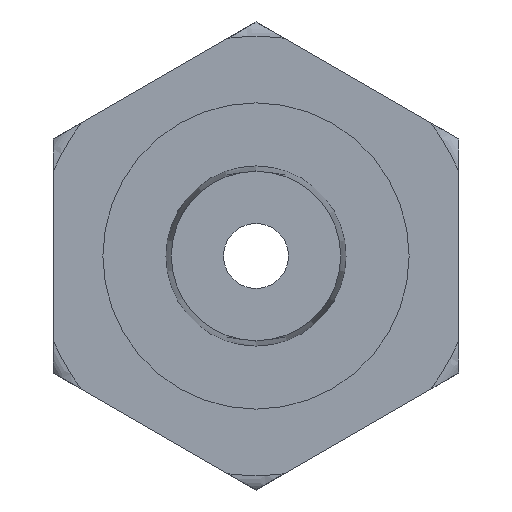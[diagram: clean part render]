
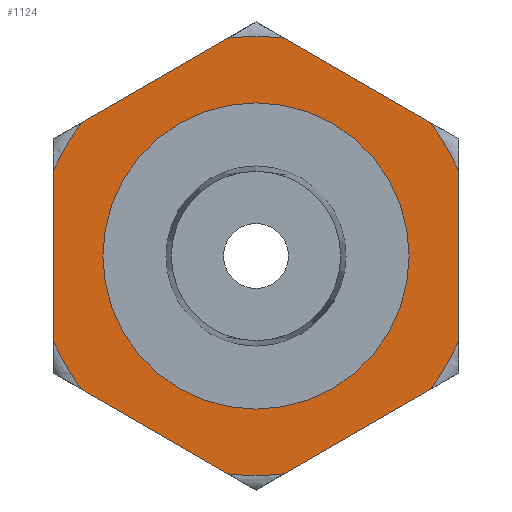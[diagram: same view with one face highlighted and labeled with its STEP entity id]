
A CAD part, left-side view. The second image highlights one B-rep face of the part: STEP entity #1124.
In plain terms, the highlighted planar face has unit normal (-1, 0, 0).
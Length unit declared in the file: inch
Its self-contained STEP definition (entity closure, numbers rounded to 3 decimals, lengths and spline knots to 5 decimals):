
#225=CARTESIAN_POINT('',(1.925,0.,0.));
#226=DIRECTION('',(-1.,0.,0.));
#227=DIRECTION('',(0.,-0.128,0.992));
#228=AXIS2_PLACEMENT_3D('',#225,#226,#227);
#230=CARTESIAN_POINT('',(1.925,0.,0.));
#231=DIRECTION('',(-1.,0.,0.));
#232=DIRECTION('',(0.,0.128,-0.992));
#233=AXIS2_PLACEMENT_3D('',#230,#231,#232);
#235=DIRECTION('',(0.,-0.866,-0.5));
#236=VECTOR('',#235,0.4695);
#237=CARTESIAN_POINT('',(1.925,-0.07795,0.60451));
#238=LINE('',#237,#236);
#239=CARTESIAN_POINT('',(1.925,0.,0.));
#240=DIRECTION('',(-1.,0.,0.));
#241=DIRECTION('',(0.,-0.923,0.385));
#242=AXIS2_PLACEMENT_3D('',#239,#240,#241);
#244=DIRECTION('',(0.,0.,-1.));
#245=VECTOR('',#244,0.4695);
#246=CARTESIAN_POINT('',(1.925,-0.5625,0.23475));
#247=LINE('',#246,#245);
#248=CARTESIAN_POINT('',(1.925,0.,0.));
#249=DIRECTION('',(-1.,0.,0.));
#250=DIRECTION('',(0.,-0.795,-0.607));
#251=AXIS2_PLACEMENT_3D('',#248,#249,#250);
#253=DIRECTION('',(0.,0.866,-0.5));
#254=VECTOR('',#253,0.4695);
#255=CARTESIAN_POINT('',(1.925,-0.48455,-0.36976));
#256=LINE('',#255,#254);
#257=DIRECTION('',(0.,0.866,0.5));
#258=VECTOR('',#257,0.4695);
#259=CARTESIAN_POINT('',(1.925,0.07795,-0.60451));
#260=LINE('',#259,#258);
#261=CARTESIAN_POINT('',(1.925,0.,0.));
#262=DIRECTION('',(-1.,0.,0.));
#263=DIRECTION('',(0.,0.923,-0.385));
#264=AXIS2_PLACEMENT_3D('',#261,#262,#263);
#266=DIRECTION('',(0.,0.,1.));
#267=VECTOR('',#266,0.4695);
#268=CARTESIAN_POINT('',(1.925,0.5625,-0.23475));
#269=LINE('',#268,#267);
#270=CARTESIAN_POINT('',(1.925,0.,0.));
#271=DIRECTION('',(-1.,0.,0.));
#272=DIRECTION('',(0.,0.795,0.607));
#273=AXIS2_PLACEMENT_3D('',#270,#271,#272);
#275=DIRECTION('',(0.,-0.866,0.5));
#276=VECTOR('',#275,0.4695);
#277=CARTESIAN_POINT('',(1.925,0.48455,0.36976));
#278=LINE('',#277,#276);
#279=CARTESIAN_POINT('',(1.925,0.,0.));
#280=DIRECTION('',(-1.,0.,0.));
#281=DIRECTION('',(0.,-1.,0.));
#282=AXIS2_PLACEMENT_3D('',#279,#280,#281);
#288=CARTESIAN_POINT('',(1.925,0.,0.));
#289=DIRECTION('',(-1.,0.,0.));
#290=DIRECTION('',(0.,1.,0.));
#291=AXIS2_PLACEMENT_3D('',#288,#289,#290);
#365=CARTESIAN_POINT('',(1.925,-0.07795,0.60451));
#395=CARTESIAN_POINT('',(1.925,0.07795,0.60451));
#521=CARTESIAN_POINT('',(1.925,0.07795,-0.60451));
#551=CARTESIAN_POINT('',(1.925,-0.07795,-0.60451));
#639=CARTESIAN_POINT('',(1.925,-0.425,0.));
#640=CARTESIAN_POINT('',(1.925,0.425,0.));
#641=VERTEX_POINT('',#639);
#642=VERTEX_POINT('',#640);
#669=CARTESIAN_POINT('',(1.925,0.48455,0.36976));
#670=CARTESIAN_POINT('',(1.925,0.5625,0.23475));
#671=VERTEX_POINT('',#669);
#672=VERTEX_POINT('',#670);
#673=CARTESIAN_POINT('',(1.925,0.5625,-0.23475));
#674=CARTESIAN_POINT('',(1.925,0.48455,-0.36976));
#675=VERTEX_POINT('',#673);
#676=VERTEX_POINT('',#674);
#677=CARTESIAN_POINT('',(1.925,-0.48455,-0.36976));
#678=CARTESIAN_POINT('',(1.925,-0.5625,-0.23475));
#679=VERTEX_POINT('',#677);
#680=VERTEX_POINT('',#678);
#681=CARTESIAN_POINT('',(1.925,-0.5625,0.23475));
#682=CARTESIAN_POINT('',(1.925,-0.48455,0.36976));
#683=VERTEX_POINT('',#681);
#684=VERTEX_POINT('',#682);
#685=VERTEX_POINT('',#395);
#689=VERTEX_POINT('',#365);
#691=VERTEX_POINT('',#551);
#694=VERTEX_POINT('',#521);
#1094=CARTESIAN_POINT('',(1.925,0.,0.));
#1095=DIRECTION('',(1.,0.,0.));
#1096=DIRECTION('',(0.,1.,0.));
#1097=AXIS2_PLACEMENT_3D('',#1094,#1095,#1096);
#1098=PLANE('',#1097);
#1099=ORIENTED_EDGE('',*,*,#1047,.F.);
#1101=ORIENTED_EDGE('',*,*,#1100,.T.);
#1102=ORIENTED_EDGE('',*,*,#1017,.F.);
#1103=ORIENTED_EDGE('',*,*,#998,.T.);
#1104=ORIENTED_EDGE('',*,*,#1030,.F.);
#1106=ORIENTED_EDGE('',*,*,#1105,.T.);
#1107=ORIENTED_EDGE('',*,*,#1057,.F.);
#1109=ORIENTED_EDGE('',*,*,#1108,.T.);
#1110=ORIENTED_EDGE('',*,*,#1085,.F.);
#1112=ORIENTED_EDGE('',*,*,#1111,.T.);
#1113=ORIENTED_EDGE('',*,*,#1071,.F.);
#1115=ORIENTED_EDGE('',*,*,#1114,.T.);
#1116=EDGE_LOOP('',(#1099,#1101,#1102,#1103,#1104,#1106,#1107,#1109,#1110,#1112,
#1113,#1115));
#1117=FACE_OUTER_BOUND('',#1116,.F.);
#1119=ORIENTED_EDGE('',*,*,#1118,.T.);
#1121=ORIENTED_EDGE('',*,*,#1120,.T.);
#1122=EDGE_LOOP('',(#1119,#1121));
#1123=FACE_BOUND('',#1122,.F.);
#1124=ADVANCED_FACE('',(#1117,#1123),#1098,.F.);
#229=CIRCLE('',#228,0.60952);
#234=CIRCLE('',#233,0.60952);
#243=CIRCLE('',#242,0.60952);
#252=CIRCLE('',#251,0.60952);
#265=CIRCLE('',#264,0.60952);
#274=CIRCLE('',#273,0.60952);
#283=CIRCLE('',#282,0.425);
#292=CIRCLE('',#291,0.425);
#998=EDGE_CURVE('',#683,#680,#247,.T.);
#1017=EDGE_CURVE('',#683,#684,#243,.T.);
#1030=EDGE_CURVE('',#679,#680,#252,.T.);
#1047=EDGE_CURVE('',#689,#685,#229,.T.);
#1057=EDGE_CURVE('',#694,#691,#234,.T.);
#1071=EDGE_CURVE('',#671,#672,#274,.T.);
#1085=EDGE_CURVE('',#675,#676,#265,.T.);
#1100=EDGE_CURVE('',#689,#684,#238,.T.);
#1105=EDGE_CURVE('',#679,#691,#256,.T.);
#1108=EDGE_CURVE('',#694,#676,#260,.T.);
#1111=EDGE_CURVE('',#675,#672,#269,.T.);
#1114=EDGE_CURVE('',#671,#685,#278,.T.);
#1118=EDGE_CURVE('',#641,#642,#283,.T.);
#1120=EDGE_CURVE('',#642,#641,#292,.T.);
